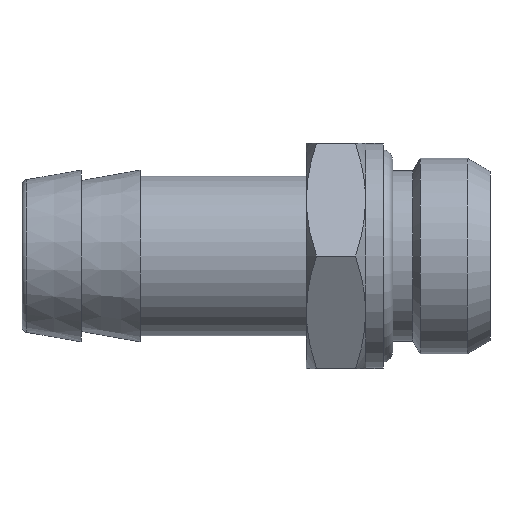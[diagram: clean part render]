
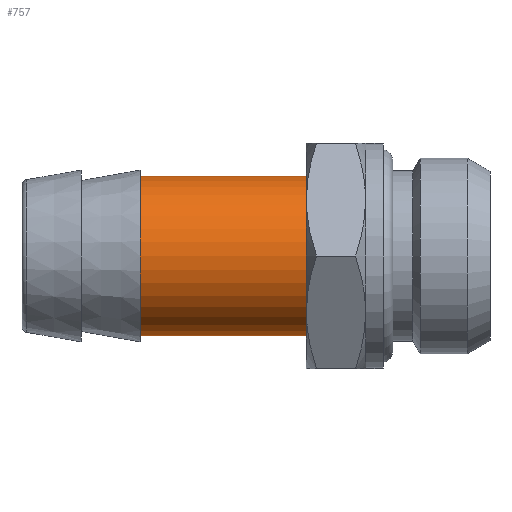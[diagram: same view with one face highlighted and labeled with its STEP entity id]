
A CAD part, left-side view. The second image highlights one B-rep face of the part: STEP entity #757.
In plain terms, the highlighted cylindrical face has radius 6.75 mm (diameter 13.5 mm), a partial arc.
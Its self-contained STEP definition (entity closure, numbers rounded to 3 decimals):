
#20 = VERTEX_POINT ( 'NONE', #1220 ) ;
#40 = CIRCLE ( 'NONE', #1365, 6.75 ) ;
#103 = DIRECTION ( 'NONE',  ( 0., 0., -1. ) ) ;
#114 = AXIS2_PLACEMENT_3D ( 'NONE', #252, #1767, #103 ) ;
#125 = CIRCLE ( 'NONE', #114, 6.75 ) ;
#168 = ORIENTED_EDGE ( 'NONE', *, *, #1353, .T. ) ;
#190 = EDGE_CURVE ( 'NONE', #20, #1003, #219, .T. ) ;
#203 = DIRECTION ( 'NONE',  ( 0., -1., 0. ) ) ;
#219 = LINE ( 'NONE', #230, #1431 ) ;
#223 = LINE ( 'NONE', #1252, #784 ) ;
#230 = CARTESIAN_POINT ( 'NONE',  ( 0., 0., 6.75 ) ) ;
#252 = CARTESIAN_POINT ( 'NONE',  ( 0., 29.5, 0. ) ) ;
#273 = CARTESIAN_POINT ( 'NONE',  ( 0., 0., 0. ) ) ;
#335 = DIRECTION ( 'NONE',  ( 0., 0., -1. ) ) ;
#583 = CARTESIAN_POINT ( 'NONE',  ( 0., 15.5, 0. ) ) ;
#718 = ORIENTED_EDGE ( 'NONE', *, *, #190, .F. ) ;
#757 = ADVANCED_FACE ( 'NONE', ( #1343 ), #1626, .T. ) ;
#784 = VECTOR ( 'NONE', #1183, 1000. ) ;
#803 = AXIS2_PLACEMENT_3D ( 'NONE', #273, #938, #1590 ) ;
#902 = EDGE_CURVE ( 'NONE', #20, #1726, #125, .T. ) ;
#938 = DIRECTION ( 'NONE',  ( 0., -1., 0. ) ) ;
#951 = CARTESIAN_POINT ( 'NONE',  ( 0., 15.5, -6.75 ) ) ;
#1003 = VERTEX_POINT ( 'NONE', #1719 ) ;
#1103 = EDGE_LOOP ( 'NONE', ( #718, #1184, #168, #1526 ) ) ;
#1183 = DIRECTION ( 'NONE',  ( 0., -1., 0. ) ) ;
#1184 = ORIENTED_EDGE ( 'NONE', *, *, #902, .T. ) ;
#1220 = CARTESIAN_POINT ( 'NONE',  ( 0., 29.5, 6.75 ) ) ;
#1241 = EDGE_CURVE ( 'NONE', #1003, #1279, #40, .T. ) ;
#1252 = CARTESIAN_POINT ( 'NONE',  ( 0., 0., -6.75 ) ) ;
#1279 = VERTEX_POINT ( 'NONE', #951 ) ;
#1343 = FACE_OUTER_BOUND ( 'NONE', #1103, .T. ) ;
#1353 = EDGE_CURVE ( 'NONE', #1726, #1279, #223, .T. ) ;
#1365 = AXIS2_PLACEMENT_3D ( 'NONE', #583, #1403, #335 ) ;
#1383 = CARTESIAN_POINT ( 'NONE',  ( 0., 29.5, -6.75 ) ) ;
#1403 = DIRECTION ( 'NONE',  ( 0., -1., 0. ) ) ;
#1431 = VECTOR ( 'NONE', #203, 1000. ) ;
#1526 = ORIENTED_EDGE ( 'NONE', *, *, #1241, .F. ) ;
#1590 = DIRECTION ( 'NONE',  ( 0., 0., -1. ) ) ;
#1626 = CYLINDRICAL_SURFACE ( 'NONE', #803, 6.75 ) ;
#1719 = CARTESIAN_POINT ( 'NONE',  ( 0., 15.5, 6.75 ) ) ;
#1726 = VERTEX_POINT ( 'NONE', #1383 ) ;
#1767 = DIRECTION ( 'NONE',  ( 0., -1., 0. ) ) ;
